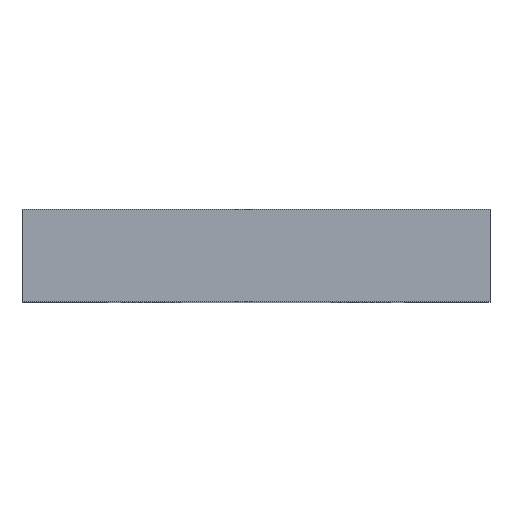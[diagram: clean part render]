
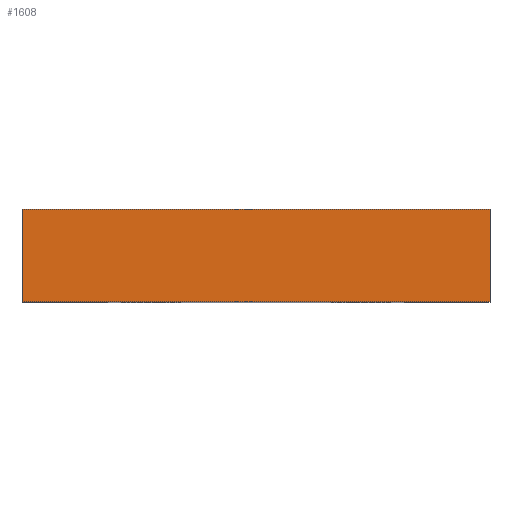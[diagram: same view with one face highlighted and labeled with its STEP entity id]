
A CAD part, top view. The second image highlights one B-rep face of the part: STEP entity #1608.
In plain terms, the highlighted planar face has unit normal (0, 0, 1).
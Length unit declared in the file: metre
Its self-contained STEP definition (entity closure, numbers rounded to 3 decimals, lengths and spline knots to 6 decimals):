
#240=ORIENTED_EDGE('',*,*,#592,.F.);
#241=ORIENTED_EDGE('',*,*,#622,.T.);
#242=ORIENTED_EDGE('',*,*,#623,.F.);
#243=ORIENTED_EDGE('',*,*,#604,.F.);
#592=EDGE_CURVE('',#796,#797,#968,.T.);
#604=EDGE_CURVE('',#797,#808,#972,.T.);
#622=EDGE_CURVE('',#796,#822,#986,.T.);
#623=EDGE_CURVE('',#808,#822,#987,.T.);
#796=VERTEX_POINT('',#2422);
#797=VERTEX_POINT('',#2424);
#808=VERTEX_POINT('',#2448);
#822=VERTEX_POINT('',#2484);
#968=LINE('',#2423,#1166);
#972=LINE('',#2447,#1170);
#986=LINE('',#2483,#1184);
#987=LINE('',#2485,#1185);
#1166=VECTOR('',#1961,1.);
#1170=VECTOR('',#1983,1.);
#1184=VECTOR('',#2013,1.);
#1185=VECTOR('',#2014,1.);
#1325=EDGE_LOOP('',(#240,#241,#242,#243));
#1435=FACE_BOUND('',#1325,.T.);
#1532=PLANE('',#1748);
#1608=ADVANCED_FACE('',(#1435),#1532,.F.);
#1748=AXIS2_PLACEMENT_3D('',#2482,#2011,#2012);
#1961=DIRECTION('',(-1.,0.,0.));
#1983=DIRECTION('',(0.,1.,0.));
#2011=DIRECTION('',(0.,0.,-1.));
#2012=DIRECTION('',(-1.,0.,0.));
#2013=DIRECTION('',(0.,1.,0.));
#2014=DIRECTION('',(1.,0.,0.));
#2422=CARTESIAN_POINT('',(0.0256,-0.008,0.00775));
#2423=CARTESIAN_POINT('',(-0.0128,-0.008,0.00775));
#2424=CARTESIAN_POINT('',(-0.0256,-0.008,0.00775));
#2447=CARTESIAN_POINT('',(-0.0256,-0.008002,0.00775));
#2448=CARTESIAN_POINT('',(-0.0256,0.0021,0.00775));
#2482=CARTESIAN_POINT('',(-0.0128,-0.008002,0.00775));
#2483=CARTESIAN_POINT('',(0.0256,-0.008002,0.00775));
#2484=CARTESIAN_POINT('',(0.0256,0.0021,0.00775));
#2485=CARTESIAN_POINT('',(-0.0128,0.0021,0.00775));
